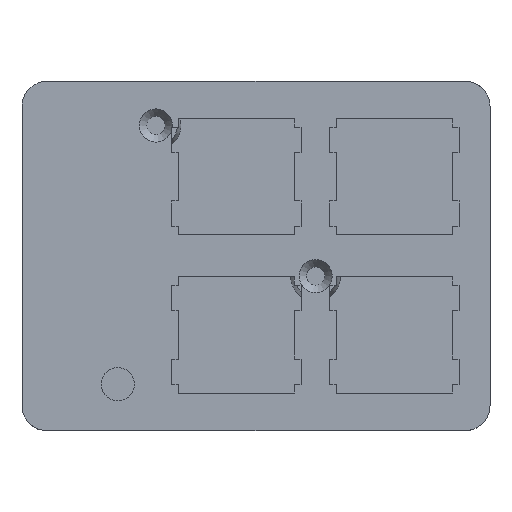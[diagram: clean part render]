
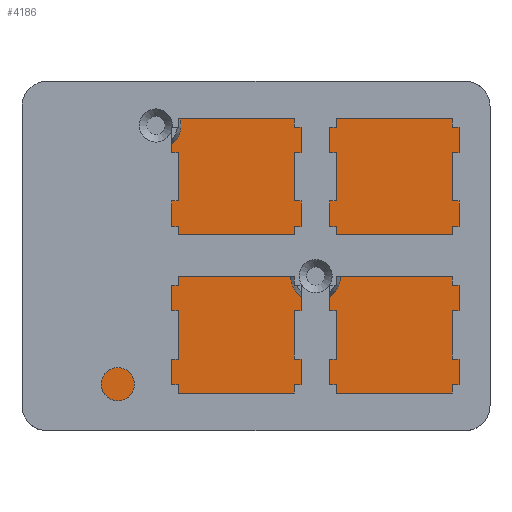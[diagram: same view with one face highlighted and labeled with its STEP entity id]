
A CAD part, top view. The second image highlights one B-rep face of the part: STEP entity #4186.
In plain terms, the highlighted planar face has unit normal (0, 0, 1).
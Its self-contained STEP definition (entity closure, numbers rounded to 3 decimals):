
#3687 = VERTEX_POINT('',#3688);
#3688 = CARTESIAN_POINT('',(-6.936,-6.375,1.5));
#3694 = EDGE_CURVE('',#3695,#3687,#3697,.T.);
#3695 = VERTEX_POINT('',#3696);
#3696 = CARTESIAN_POINT('',(43.475,-6.375,1.5));
#3697 = LINE('',#3698,#3699);
#3698 = CARTESIAN_POINT('',(30.872,-6.375,1.5));
#3699 = VECTOR('',#3700,1.);
#3700 = DIRECTION('',(-1.,0.,0.));
#3719 = EDGE_CURVE('',#3687,#3720,#3722,.T.);
#3720 = VERTEX_POINT('',#3721);
#3721 = CARTESIAN_POINT('',(-8.436,-4.875,1.5));
#3722 = CIRCLE('',#3723,1.5);
#3723 = AXIS2_PLACEMENT_3D('',#3724,#3725,#3726);
#3724 = CARTESIAN_POINT('',(-6.936,-4.875,1.5));
#3725 = DIRECTION('',(0.,0.,-1.));
#3726 = DIRECTION('',(1.,0.,0.));
#3745 = VERTEX_POINT('',#3746);
#3746 = CARTESIAN_POINT('',(-8.436,31.225,1.5));
#3752 = EDGE_CURVE('',#3720,#3745,#3753,.T.);
#3753 = LINE('',#3754,#3755);
#3754 = CARTESIAN_POINT('',(-8.436,4.15,1.5));
#3755 = VECTOR('',#3756,1.);
#3756 = DIRECTION('',(0.,1.,0.));
#3767 = VERTEX_POINT('',#3768);
#3768 = CARTESIAN_POINT('',(-6.936,32.725,1.5));
#3776 = EDGE_CURVE('',#3745,#3767,#3777,.T.);
#3777 = CIRCLE('',#3778,1.5);
#3778 = AXIS2_PLACEMENT_3D('',#3779,#3780,#3781);
#3779 = CARTESIAN_POINT('',(-6.936,31.225,1.5));
#3780 = DIRECTION('',(0.,0.,-1.));
#3781 = DIRECTION('',(1.,0.,0.));
#3792 = VERTEX_POINT('',#3793);
#3793 = CARTESIAN_POINT('',(43.475,32.725,1.5));
#3799 = EDGE_CURVE('',#3767,#3792,#3800,.T.);
#3800 = LINE('',#3801,#3802);
#3801 = CARTESIAN_POINT('',(5.667,32.725,1.5));
#3802 = VECTOR('',#3803,1.);
#3803 = DIRECTION('',(1.,0.,0.));
#3920 = VERTEX_POINT('',#3921);
#3921 = CARTESIAN_POINT('',(44.975,31.225,1.5));
#3929 = EDGE_CURVE('',#3792,#3920,#3930,.T.);
#3930 = CIRCLE('',#3931,1.5);
#3931 = AXIS2_PLACEMENT_3D('',#3932,#3933,#3934);
#3932 = CARTESIAN_POINT('',(43.475,31.225,1.5));
#3933 = DIRECTION('',(0.,0.,-1.));
#3934 = DIRECTION('',(1.,0.,0.));
#3945 = VERTEX_POINT('',#3946);
#3946 = CARTESIAN_POINT('',(44.975,-4.875,1.5));
#3952 = EDGE_CURVE('',#3920,#3945,#3953,.T.);
#3953 = LINE('',#3954,#3955);
#3954 = CARTESIAN_POINT('',(44.975,22.2,1.5));
#3955 = VECTOR('',#3956,1.);
#3956 = DIRECTION('',(0.,-1.,0.));
#3971 = EDGE_CURVE('',#3945,#3695,#3972,.T.);
#3972 = CIRCLE('',#3973,1.5);
#3973 = AXIS2_PLACEMENT_3D('',#3974,#3975,#3976);
#3974 = CARTESIAN_POINT('',(43.475,-4.875,1.5));
#3975 = DIRECTION('',(0.,0.,-1.));
#3976 = DIRECTION('',(1.,0.,0.));
#4186 = ADVANCED_FACE('',(#4187,#4197,#4208),#4219,.T.);
#4187 = FACE_BOUND('',#4188,.T.);
#4188 = EDGE_LOOP('',(#4189,#4190,#4191,#4192,#4193,#4194,#4195,#4196));
#4189 = ORIENTED_EDGE('',*,*,#3752,.F.);
#4190 = ORIENTED_EDGE('',*,*,#3719,.F.);
#4191 = ORIENTED_EDGE('',*,*,#3694,.F.);
#4192 = ORIENTED_EDGE('',*,*,#3971,.F.);
#4193 = ORIENTED_EDGE('',*,*,#3952,.F.);
#4194 = ORIENTED_EDGE('',*,*,#3929,.F.);
#4195 = ORIENTED_EDGE('',*,*,#3799,.F.);
#4196 = ORIENTED_EDGE('',*,*,#3776,.F.);
#4197 = FACE_BOUND('',#4198,.T.);
#4198 = EDGE_LOOP('',(#4199));
#4199 = ORIENTED_EDGE('',*,*,#4200,.F.);
#4200 = EDGE_CURVE('',#4201,#4201,#4203,.T.);
#4201 = VERTEX_POINT('',#4202);
#4202 = CARTESIAN_POINT('',(28.453,10.745,1.5));
#4203 = CIRCLE('',#4204,3.);
#4204 = AXIS2_PLACEMENT_3D('',#4205,#4206,#4207);
#4205 = CARTESIAN_POINT('',(25.453,10.745,1.5));
#4206 = DIRECTION('',(0.,0.,1.));
#4207 = DIRECTION('',(1.,0.,0.));
#4208 = FACE_BOUND('',#4209,.T.);
#4209 = EDGE_LOOP('',(#4210));
#4210 = ORIENTED_EDGE('',*,*,#4211,.F.);
#4211 = EDGE_CURVE('',#4212,#4212,#4214,.T.);
#4212 = VERTEX_POINT('',#4213);
#4213 = CARTESIAN_POINT('',(9.203,28.895,1.5));
#4214 = CIRCLE('',#4215,3.);
#4215 = AXIS2_PLACEMENT_3D('',#4216,#4217,#4218);
#4216 = CARTESIAN_POINT('',(6.203,28.895,1.5));
#4217 = DIRECTION('',(0.,0.,1.));
#4218 = DIRECTION('',(1.,0.,0.));
#4219 = PLANE('',#4220);
#4220 = AXIS2_PLACEMENT_3D('',#4221,#4222,#4223);
#4221 = CARTESIAN_POINT('',(18.269,13.175,1.5));
#4222 = DIRECTION('',(0.,0.,1.));
#4223 = DIRECTION('',(1.,0.,0.));
